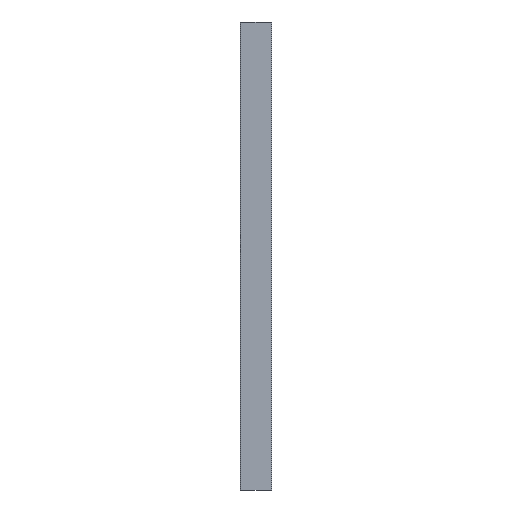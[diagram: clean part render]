
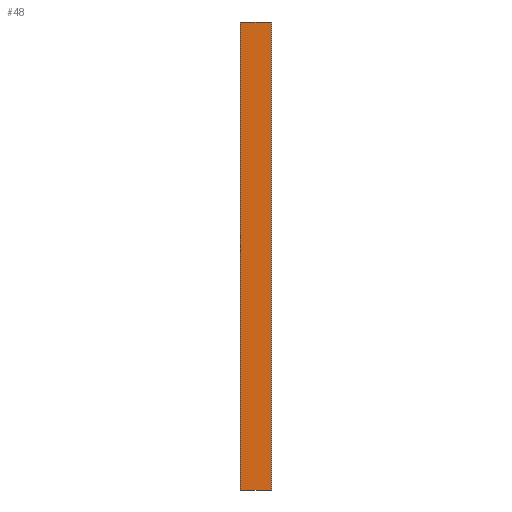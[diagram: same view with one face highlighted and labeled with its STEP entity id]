
A CAD part, left-side view. The second image highlights one B-rep face of the part: STEP entity #48.
In plain terms, the highlighted planar face has unit normal (-1, 0, 0).
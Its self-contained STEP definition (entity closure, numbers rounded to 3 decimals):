
#48=ADVANCED_FACE('',(#58),#54,.F.);
#54=PLANE('',#131);
#58=FACE_OUTER_BOUND('',#64,.T.);
#64=EDGE_LOOP('',(#70,#71,#72,#73));
#70=ORIENTED_EDGE('',*,*,#102,.T.);
#71=ORIENTED_EDGE('',*,*,#103,.F.);
#72=ORIENTED_EDGE('',*,*,#104,.F.);
#73=ORIENTED_EDGE('',*,*,#105,.T.);
#94=VERTEX_POINT('',#173);
#95=VERTEX_POINT('',#174);
#96=VERTEX_POINT('',#176);
#97=VERTEX_POINT('',#178);
#102=EDGE_CURVE('',#94,#95,#114,.T.);
#103=EDGE_CURVE('',#96,#95,#115,.T.);
#104=EDGE_CURVE('',#97,#96,#116,.T.);
#105=EDGE_CURVE('',#97,#94,#117,.T.);
#114=LINE('',#172,#122);
#115=LINE('',#175,#123);
#116=LINE('',#177,#124);
#117=LINE('',#179,#125);
#122=VECTOR('',#143,1.);
#123=VECTOR('',#144,1.);
#124=VECTOR('',#145,1.);
#125=VECTOR('',#146,1.);
#131=AXIS2_PLACEMENT_3D('',#180,#147,#148);
#143=DIRECTION('',(0.,-1.,0.));
#144=DIRECTION('',(0.,0.,-1.));
#145=DIRECTION('',(0.,-1.,0.));
#146=DIRECTION('',(0.,0.,-1.));
#147=DIRECTION('',(1.,0.,0.));
#148=DIRECTION('',(0.,1.,0.));
#172=CARTESIAN_POINT('',(0.,7.9,0.));
#173=CARTESIAN_POINT('',(0.,7.9,0.));
#174=CARTESIAN_POINT('',(0.,0.1,0.));
#175=CARTESIAN_POINT('',(0.,0.1,120.));
#176=CARTESIAN_POINT('',(0.,0.1,120.));
#177=CARTESIAN_POINT('',(0.,7.9,120.));
#178=CARTESIAN_POINT('',(0.,7.9,120.));
#179=CARTESIAN_POINT('',(0.,7.9,120.));
#180=CARTESIAN_POINT('',(0.,7.9,120.));
